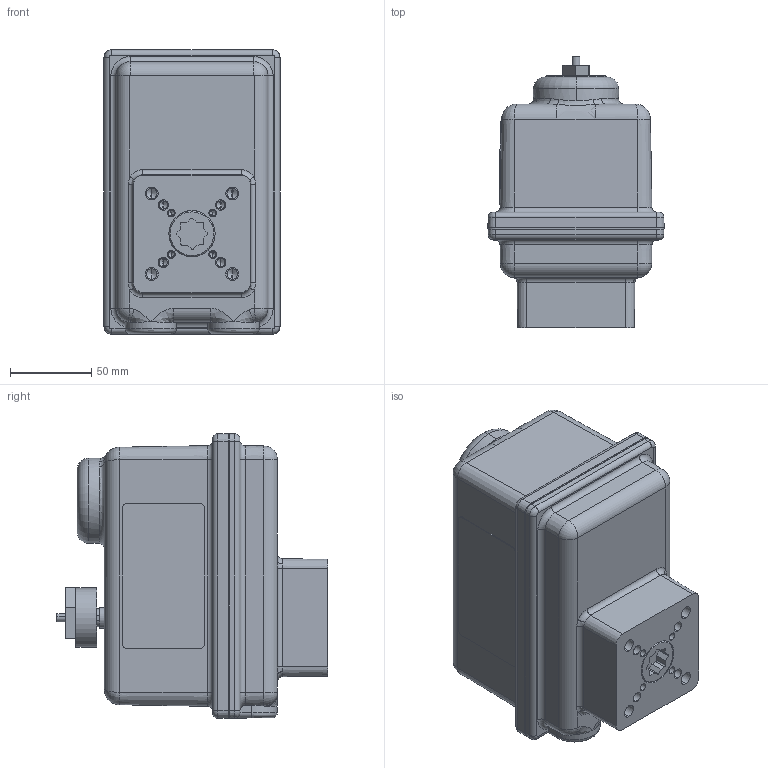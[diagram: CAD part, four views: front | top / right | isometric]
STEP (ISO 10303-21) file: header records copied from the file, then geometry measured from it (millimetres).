
FILE_DESCRIPTION (( 'STEP AP214' ), '1' );
FILE_NAME ('SD & SDX NEMA 4 Declutching Manual Override .STEP', '2014-12-17T16:14:56', ( 'Mark Erion' ), ( 'Microsoft' ), 'SwSTEP 2.0', 'SolidWorks 2014', '' );
FILE_SCHEMA (( 'AUTOMOTIVE_DESIGN' ));
Length unit declared in the file: inch
Products named in the file (1): SD & SDX NEMA 4 Declutching Manual Override 
Bounding box: 108.29 x 167.13 x 175.09 mm (x, y, z)
Volume: 1635168.4 mm3; surface area: 195802.6 mm2
Topology: 3 solids, 3 shells, 803 faces, 2050 edges, 1290 vertices
Faces by surface type: plane 305, cylinder 223, bspline 157, cone 74, torus 44
Entity records: 41790 total; most frequent: CARTESIAN_POINT 17620, ORIENTED_EDGE 4036, DIRECTION 3446, EDGE_CURVE 2018, VERTEX_POINT 1290, AXIS2_PLACEMENT_3D 1200, VECTOR 1046, LINE 1046
